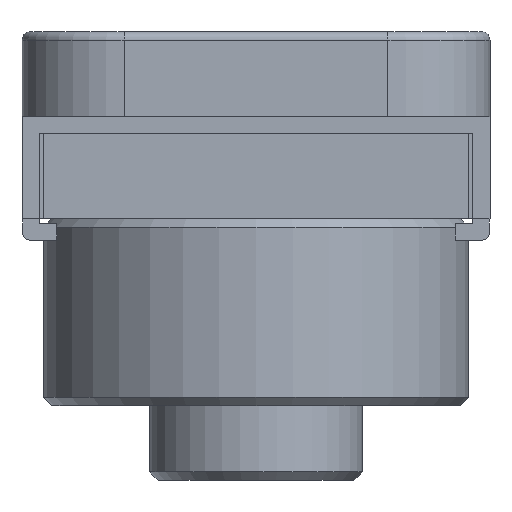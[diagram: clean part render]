
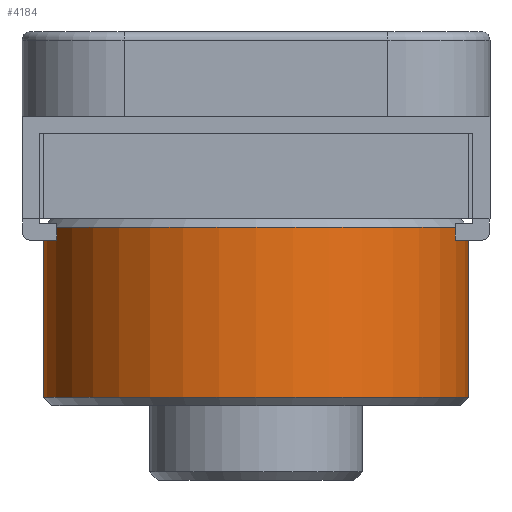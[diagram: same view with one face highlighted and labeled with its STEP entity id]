
A CAD part, front view. The second image highlights one B-rep face of the part: STEP entity #4184.
In plain terms, the highlighted cylindrical face has radius 25 mm (diameter 50 mm), a full revolution.
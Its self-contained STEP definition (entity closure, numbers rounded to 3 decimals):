
#466=FACE_OUTER_BOUND('',#717,.T.);
#717=EDGE_LOOP('',(#2962,#2963,#2964,#2965));
#1018=LINE('',#6865,#1310);
#1310=VECTOR('',#5343,25.);
#1596=CIRCLE('',#4683,25.);
#1597=CIRCLE('',#4685,25.);
#1811=VERTEX_POINT('',#6859);
#1812=VERTEX_POINT('',#6863);
#2248=EDGE_CURVE('',#1811,#1811,#1596,.T.);
#2249=EDGE_CURVE('',#1812,#1812,#1597,.T.);
#2250=EDGE_CURVE('',#1812,#1811,#1018,.T.);
#2962=ORIENTED_EDGE('',*,*,#2249,.F.);
#2963=ORIENTED_EDGE('',*,*,#2250,.T.);
#2964=ORIENTED_EDGE('',*,*,#2248,.F.);
#2965=ORIENTED_EDGE('',*,*,#2250,.F.);
#4128=CYLINDRICAL_SURFACE('',#4684,25.);
#4184=ADVANCED_FACE('',(#466),#4128,.T.);
#4683=AXIS2_PLACEMENT_3D('',#6861,#5337,#5338);
#4684=AXIS2_PLACEMENT_3D('',#6862,#5339,#5340);
#4685=AXIS2_PLACEMENT_3D('',#6864,#5341,#5342);
#5337=DIRECTION('center_axis',(0.,0.,-1.));
#5338=DIRECTION('ref_axis',(-1.,0.,0.));
#5339=DIRECTION('center_axis',(0.,0.,1.));
#5340=DIRECTION('ref_axis',(-1.,0.,0.));
#5341=DIRECTION('center_axis',(0.,0.,1.));
#5342=DIRECTION('ref_axis',(-1.,0.,0.));
#5343=DIRECTION('',(0.,0.,-1.));
#6859=CARTESIAN_POINT('',(25.,0.,1.));
#6861=CARTESIAN_POINT('Origin',(0.,0.,1.));
#6862=CARTESIAN_POINT('Origin',(0.,0.,0.));
#6863=CARTESIAN_POINT('',(25.,0.,21.));
#6864=CARTESIAN_POINT('Origin',(0.,0.,21.));
#6865=CARTESIAN_POINT('',(25.,0.,0.));
